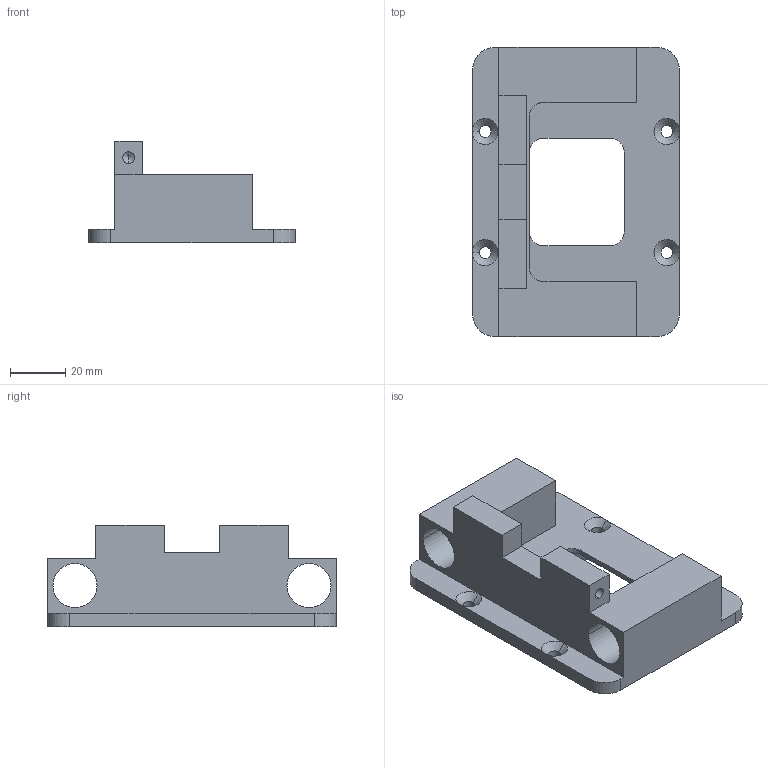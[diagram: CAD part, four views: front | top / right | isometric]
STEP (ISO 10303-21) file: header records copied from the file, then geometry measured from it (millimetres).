
FILE_DESCRIPTION (( 'STEP AP214' ), '1' );
FILE_NAME ('WXZ-USI-05 SUPPORT DOULLE BAS.STEP', '2020-12-28T10:49:00', ( '' ), ( '' ), 'SwSTEP 2.0', 'SolidWorks 2020', '' );
FILE_SCHEMA (( 'AUTOMOTIVE_DESIGN' ));
Length unit declared in the file: millimetre
Products named in the file (1): WXZ-USI-05 SUPPORT DOULLE BAS
Bounding box: 75 x 105 x 37 mm (x, y, z)
Volume: 70472.5 mm3; surface area: 29690.4 mm2
Topology: 1 solids, 1 shells, 70 faces, 204 edges, 130 vertices
Faces by surface type: cylinder 32, plane 26, cone 12
Entity records: 2574 total; most frequent: CARTESIAN_POINT 549, ORIENTED_EDGE 400, DIRECTION 398, EDGE_CURVE 200, AXIS2_PLACEMENT_3D 139, VERTEX_POINT 130, LINE 120, VECTOR 120
